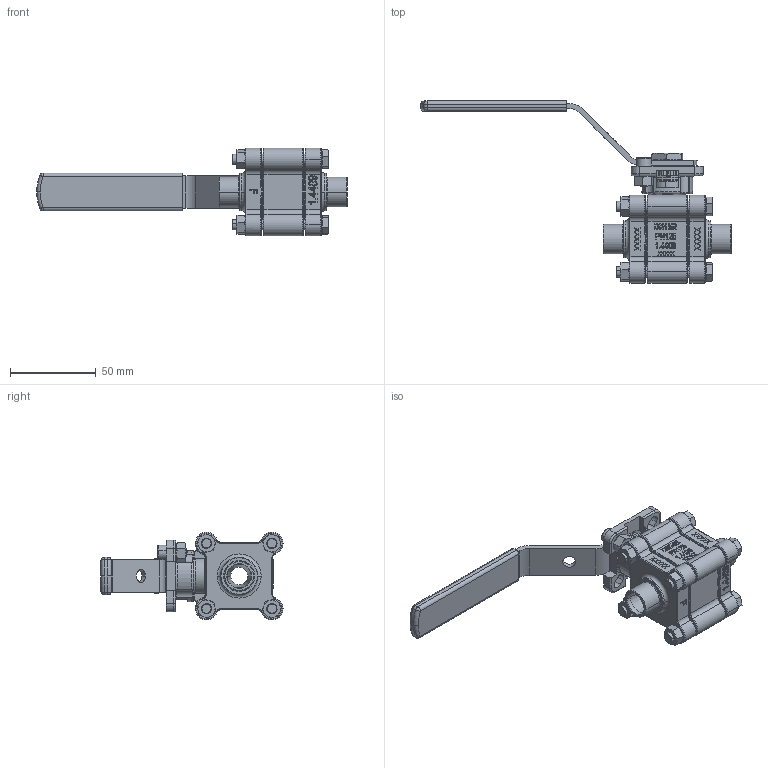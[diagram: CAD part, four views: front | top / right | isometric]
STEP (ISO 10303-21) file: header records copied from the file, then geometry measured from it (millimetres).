
FILE_DESCRIPTION (( 'STEP AP214' ), '1' );
FILE_NAME ('2712D.702R Typ A27D DN10 FB ISO BW.STEP', '2019-07-25T06:59:48', ( '' ), ( '' ), 'SwSTEP 2.0', 'SolidWorks 2017', '' );
FILE_SCHEMA (( 'AUTOMOTIVE_DESIGN' ));
Length unit declared in the file: millimetre
Products named in the file (1): 2712D.702R Typ A27D DN10 FB ISO BW
Bounding box: 181.45 x 106.31 x 51.18 mm (x, y, z)
Volume: 100840.5 mm3; surface area: 64589.7 mm2
Topology: 25 solids, 25 shells, 1455 faces, 3923 edges, 2552 vertices
Faces by surface type: plane 495, cylinder 381, cone 194, bspline 192, torus 185, sphere 8
Entity records: 73261 total; most frequent: CARTESIAN_POINT 21901, ORIENTED_EDGE 7716, DIRECTION 6783, EDGE_CURVE 3858, AXIS2_PLACEMENT_3D 2556, VERTEX_POINT 2549, LINE 1671, VECTOR 1671
